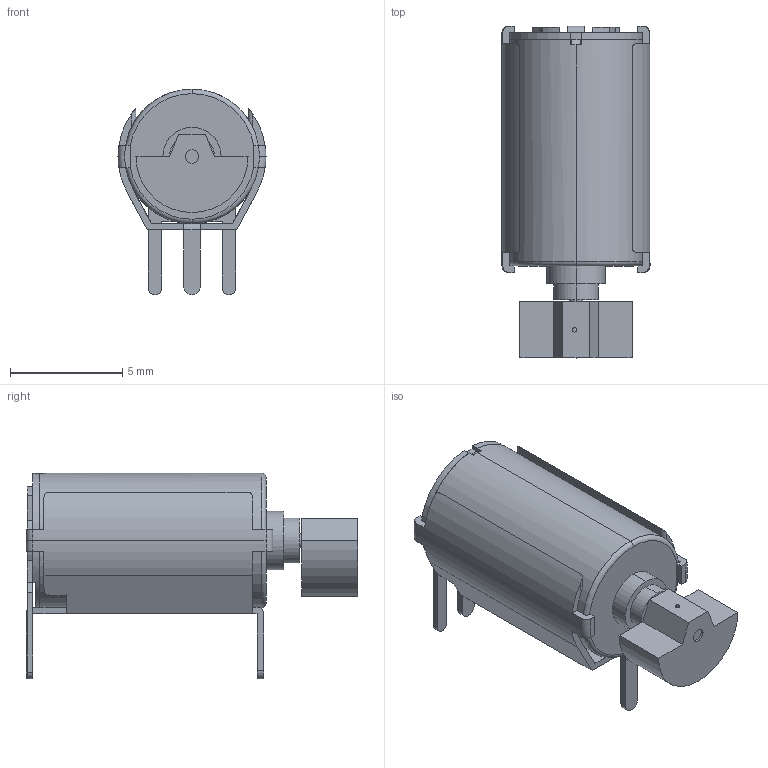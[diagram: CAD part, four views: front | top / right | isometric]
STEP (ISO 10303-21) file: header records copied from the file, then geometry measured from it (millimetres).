
FILE_DESCRIPTION (( 'STEP AP214' ), '1' );
FILE_NAME ('306-114.STEP', '2020-01-27T10:30:33', ( '' ), ( '' ), 'SwSTEP 2.0', 'SolidWorks 2019', '' );
FILE_SCHEMA (( 'AUTOMOTIVE_DESIGN' ));
Length unit declared in the file: millimetre
Products named in the file (6): M_cover___; weight___; m_main cover___; 306-114; m_main___; M_main assembly___
Assembly tree (5 placements, depth 3):
  306-114
    M_main assembly___
      m_main___
      M_cover___
      m_main cover___
    weight___
Bounding box: 6.6 x 14.8 x 9.17 mm (x, y, z)
Volume: 337.6 mm3; surface area: 1183.9 mm2
Topology: 19 solids, 19 shells, 347 faces, 878 edges, 577 vertices
Faces by surface type: plane 243, cylinder 96, torus 8
Entity records: 12385 total; most frequent: CARTESIAN_POINT 1937, DIRECTION 1807, ORIENTED_EDGE 1756, EDGE_CURVE 878, VECTOR 609, LINE 609, AXIS2_PLACEMENT_3D 599, VERTEX_POINT 577
